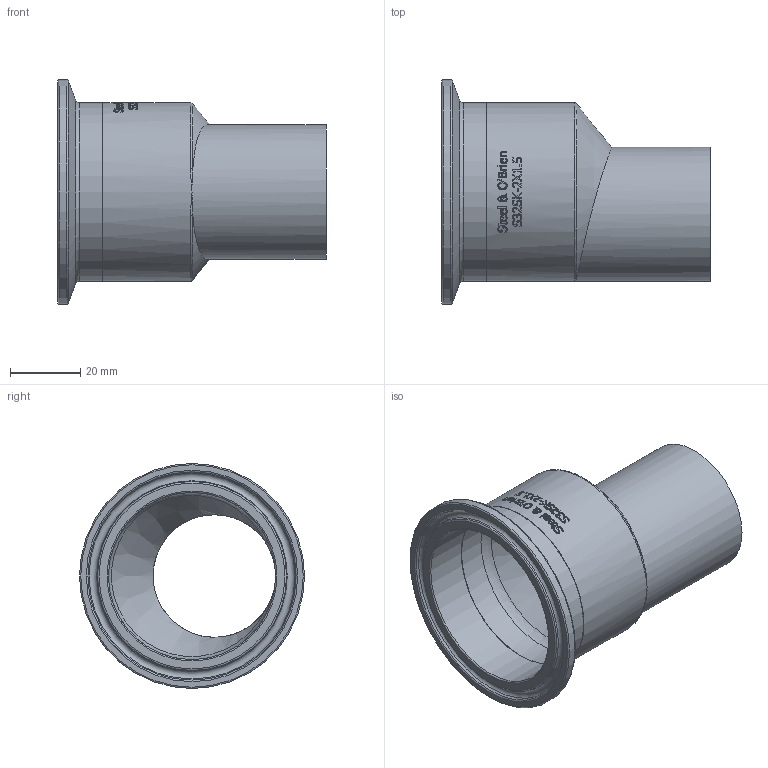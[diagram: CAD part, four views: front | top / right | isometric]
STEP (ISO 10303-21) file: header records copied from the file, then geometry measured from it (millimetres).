
FILE_DESCRIPTION(/* description */ (''),/* implementation_level */ '2;1');
FILE_NAME(/* name */ 'S32SK-2X15.stp',/* time_stamp */ '2018-11-29T13:46:55-05:00',/* author */ ('rick'),/* organization */ (''),/* preprocessor_version */ 'ST-DEVELOPER v15.2',/* originating_system */ 'Autodesk Inventor 2014',/* authorisation */ '');
FILE_SCHEMA (('AUTOMOTIVE_DESIGN { 1 0 10303 214 3 1 1 }'));
Length unit declared in the file: inch
Products named in the file (1): S32SK-2X15
Bounding box: 76.2 x 63.91 x 63.91 mm (x, y, z)
Volume: 31009.9 mm3; surface area: 23855.2 mm2
Topology: 1 solids, 1 shells, 428 faces, 1156 edges, 762 vertices
Faces by surface type: bspline 210, plane 162, cylinder 40, torus 11, cone 5
Full cylindrical faces by diameter (mm): 34.798 x1, 38.1 x1, 47.498 x2, 50.8 x2, 63.906 x1
Entity records: 17419 total; most frequent: CARTESIAN_POINT 7927, ORIENTED_EDGE 2260, DIRECTION 1359, EDGE_CURVE 1130, VERTEX_POINT 759, LINE 493, VECTOR 493, EDGE_LOOP 485
